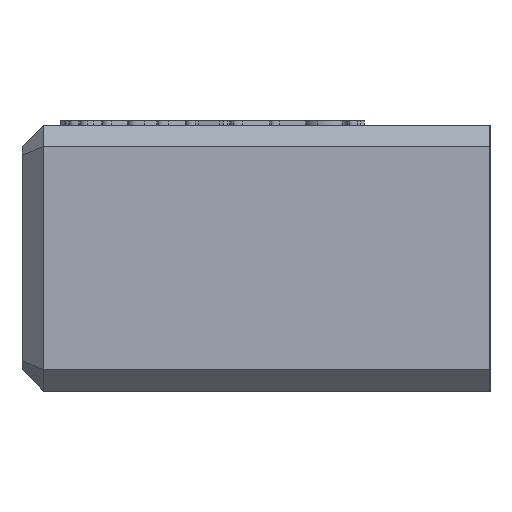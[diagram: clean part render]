
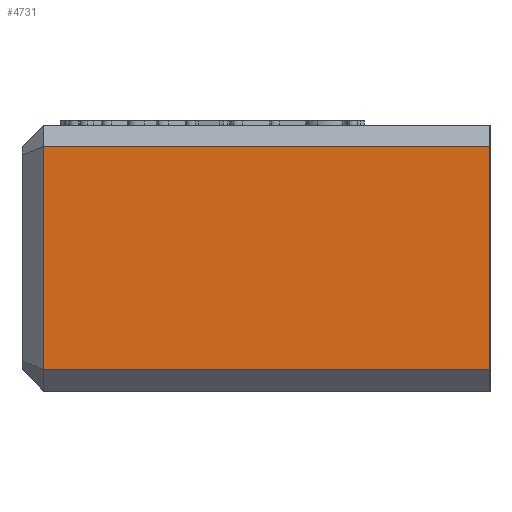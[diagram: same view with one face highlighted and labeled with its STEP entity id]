
A CAD part, left-side view. The second image highlights one B-rep face of the part: STEP entity #4731.
In plain terms, the highlighted planar face has unit normal (-1, 0, 0).
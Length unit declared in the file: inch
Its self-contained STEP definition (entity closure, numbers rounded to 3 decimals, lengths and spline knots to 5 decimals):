
#443=FACE_OUTER_BOUND('',#719,.T.);
#719=EDGE_LOOP('',(#4320,#4321,#4322,#4323));
#1104=LINE('',#9391,#1516);
#1124=LINE('',#9438,#1536);
#1126=LINE('',#9442,#1538);
#1131=LINE('',#9466,#1543);
#1516=VECTOR('',#5475,0.3937);
#1536=VECTOR('',#5523,0.3937);
#1538=VECTOR('',#5527,0.3937);
#1543=VECTOR('',#5538,0.3937);
#2240=VERTEX_POINT('',#9383);
#2242=VERTEX_POINT('',#9389);
#2255=VERTEX_POINT('',#9437);
#2256=VERTEX_POINT('',#9441);
#2913=EDGE_CURVE('',#2242,#2240,#1104,.T.);
#2936=EDGE_CURVE('',#2240,#2255,#1124,.T.);
#2938=EDGE_CURVE('',#2256,#2255,#1126,.T.);
#2948=EDGE_CURVE('',#2256,#2242,#1131,.T.);
#4320=ORIENTED_EDGE('',*,*,#2913,.F.);
#4321=ORIENTED_EDGE('',*,*,#2948,.F.);
#4322=ORIENTED_EDGE('',*,*,#2938,.T.);
#4323=ORIENTED_EDGE('',*,*,#2936,.F.);
#4463=PLANE('',#4884);
#4731=ADVANCED_FACE('',(#443),#4463,.F.);
#4884=AXIS2_PLACEMENT_3D('',#9491,#5559,#5560);
#5475=DIRECTION('',(0.,0.,1.));
#5523=DIRECTION('',(0.,-1.,0.));
#5527=DIRECTION('',(0.,0.,1.));
#5538=DIRECTION('',(0.,1.,0.));
#5559=DIRECTION('center_axis',(1.,0.,0.));
#5560=DIRECTION('ref_axis',(0.,-1.,0.));
#9383=CARTESIAN_POINT('',(-1.,0.855,0.085));
#9389=CARTESIAN_POINT('',(-1.,0.855,-0.335));
#9391=CARTESIAN_POINT('',(-1.,0.855,0.));
#9437=CARTESIAN_POINT('',(-1.,0.015,0.085));
#9438=CARTESIAN_POINT('',(-1.,0.675,0.085));
#9441=CARTESIAN_POINT('',(-1.,0.015,-0.335));
#9442=CARTESIAN_POINT('',(-1.,0.015,0.));
#9466=CARTESIAN_POINT('',(-1.,0.675,-0.335));
#9491=CARTESIAN_POINT('Origin',(-1.,0.895,0.));
